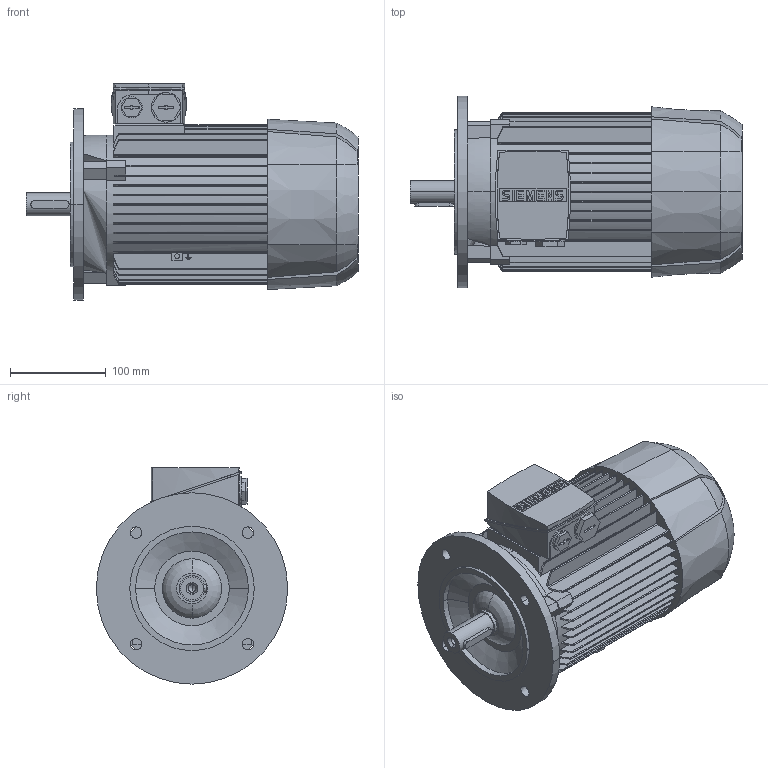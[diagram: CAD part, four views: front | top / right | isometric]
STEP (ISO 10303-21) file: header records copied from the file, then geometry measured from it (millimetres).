
FILE_DESCRIPTION(('STEP AP214'),'1');
FILE_NAME('cctmp_048A01B9-3B52-4F2A-BFBB-2CD44A719A3E_2023_06_27_09_12_08_0988..stp','2023-06-27T07:12:09',('SIEMENS A&D'),('CADClick - www.CADClick.com'),'Spatial InterOp 3D',' ','unknown authorization');
FILE_SCHEMA(('AUTOMOTIVE_DESIGN'));
Length unit declared in the file: millimetre
Products named in the file (1): 2023_06_27_09_12_08_0983
Bounding box: 347 x 200 x 226 mm (x, y, z)
Volume: 6055943.6 mm3; surface area: 418285.2 mm2
Topology: 1 solids, 1 shells, 623 faces, 1765 edges, 1160 vertices
Faces by surface type: plane 384, cylinder 163, torus 56, cone 20
Entity records: 26317 total; most frequent: CARTESIAN_POINT 4952, ORIENTED_EDGE 3502, DIRECTION 3396, EDGE_CURVE 1751, VERTEX_POINT 1160, AXIS2_PLACEMENT_3D 1155, LINE 1086, VECTOR 1086
